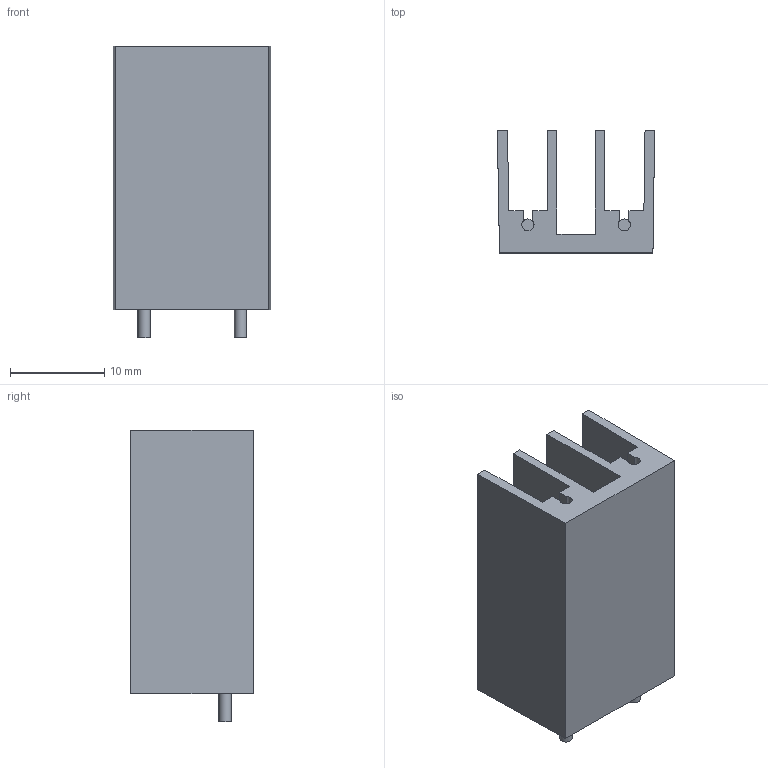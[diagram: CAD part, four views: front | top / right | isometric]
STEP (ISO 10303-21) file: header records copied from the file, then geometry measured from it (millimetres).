
FILE_DESCRIPTION(/* description */ (''),/* implementation_level */ '2;1');
FILE_NAME(/* name */ 'HS-TO220_H25xW17xD13.step',/* time_stamp */ '2021-12-17T10:07:54+06:00',/* author */ (''),/* organization */ (''),/* preprocessor_version */ 'ST-DEVELOPER v18.1',/* originating_system */ 'Autodesk Translation Framework v10.10.0.1391',/* authorisation */ '');
FILE_SCHEMA (('AUTOMOTIVE_DESIGN { 1 0 10303 214 3 1 1 }'));
Length unit declared in the file: millimetre
Products named in the file (1): HS-TO220_H25xW17xD13
Bounding box: 16.71 x 13 x 31 mm (x, y, z)
Volume: 2653.5 mm3; surface area: 3717.8 mm2
Topology: 3 solids, 3 shells, 32 faces, 78 edges, 52 vertices
Faces by surface type: plane 28, cylinder 4
Full cylindrical faces by diameter (mm): 1.3 x2
Entity records: 975 total; most frequent: CARTESIAN_POINT 163, ORIENTED_EDGE 156, DIRECTION 152, EDGE_CURVE 78, LINE 70, VECTOR 70, VERTEX_POINT 52, AXIS2_PLACEMENT_3D 41
